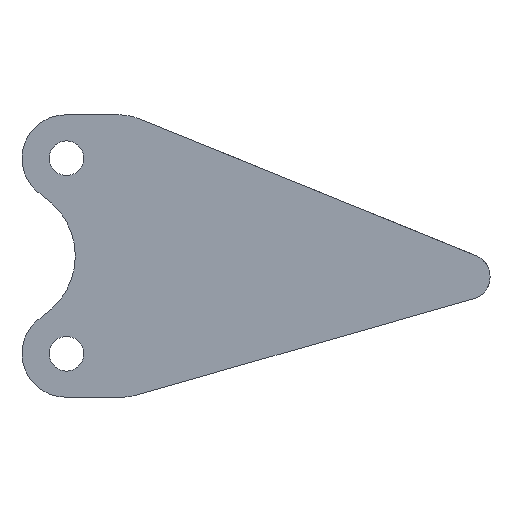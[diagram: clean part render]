
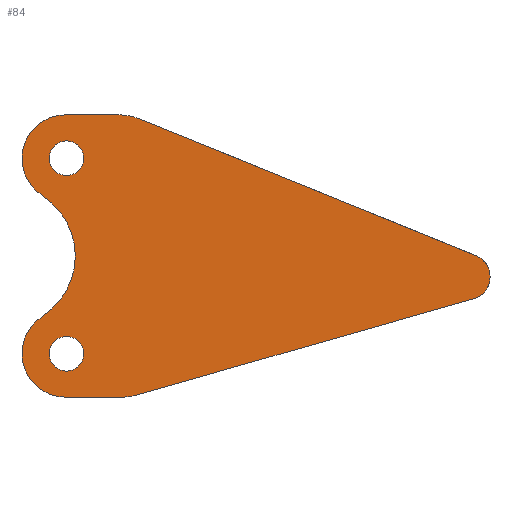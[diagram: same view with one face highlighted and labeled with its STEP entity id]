
A CAD part, front view. The second image highlights one B-rep face of the part: STEP entity #84.
In plain terms, the highlighted planar face has unit normal (0, -1, 0).
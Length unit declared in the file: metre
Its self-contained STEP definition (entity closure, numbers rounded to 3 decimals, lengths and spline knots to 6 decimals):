
#84 = ADVANCED_FACE( '', ( #190, #191, #192 ), #193, .T. );
#190 = FACE_BOUND( '', #323, .T. );
#191 = FACE_BOUND( '', #324, .T. );
#192 = FACE_OUTER_BOUND( '', #325, .T. );
#193 = PLANE( '', #326 );
#323 = EDGE_LOOP( '', ( #509 ) );
#324 = EDGE_LOOP( '', ( #510 ) );
#325 = EDGE_LOOP( '', ( #511, #512, #513, #514, #515, #516, #517, #518, #519, #520, #521, #522, #523, #524 ) );
#326 = AXIS2_PLACEMENT_3D( '', #525, #526, #527 );
#509 = ORIENTED_EDGE( '', *, *, #815, .F. );
#510 = ORIENTED_EDGE( '', *, *, #832, .F. );
#511 = ORIENTED_EDGE( '', *, *, #833, .T. );
#512 = ORIENTED_EDGE( '', *, *, #834, .T. );
#513 = ORIENTED_EDGE( '', *, *, #800, .T. );
#514 = ORIENTED_EDGE( '', *, *, #835, .F. );
#515 = ORIENTED_EDGE( '', *, *, #836, .T. );
#516 = ORIENTED_EDGE( '', *, *, #837, .T. );
#517 = ORIENTED_EDGE( '', *, *, #809, .F. );
#518 = ORIENTED_EDGE( '', *, *, #824, .T. );
#519 = ORIENTED_EDGE( '', *, *, #838, .T. );
#520 = ORIENTED_EDGE( '', *, *, #781, .T. );
#521 = ORIENTED_EDGE( '', *, *, #839, .F. );
#522 = ORIENTED_EDGE( '', *, *, #840, .T. );
#523 = ORIENTED_EDGE( '', *, *, #841, .T. );
#524 = ORIENTED_EDGE( '', *, *, #819, .T. );
#525 = CARTESIAN_POINT( '', ( 0.0104, -0.0073, 0.003 ) );
#526 = DIRECTION( '', ( 0., -1., 0. ) );
#527 = DIRECTION( '', ( 1., 0., 0. ) );
#781 = EDGE_CURVE( '', #928, #929, #930, .T. );
#800 = EDGE_CURVE( '', #962, #963, #964, .T. );
#809 = EDGE_CURVE( '', #977, #978, #979, .T. );
#815 = EDGE_CURVE( '', #988, #988, #989, .T. );
#819 = EDGE_CURVE( '', #996, #994, #997, .T. );
#824 = EDGE_CURVE( '', #977, #1002, #1004, .T. );
#832 = EDGE_CURVE( '', #1016, #1016, #1017, .T. );
#833 = EDGE_CURVE( '', #994, #1018, #1019, .T. );
#834 = EDGE_CURVE( '', #1018, #962, #1020, .T. );
#835 = EDGE_CURVE( '', #1021, #963, #1022, .T. );
#836 = EDGE_CURVE( '', #1021, #1023, #1024, .T. );
#837 = EDGE_CURVE( '', #1023, #978, #1025, .T. );
#838 = EDGE_CURVE( '', #1002, #928, #1026, .T. );
#839 = EDGE_CURVE( '', #1027, #929, #1028, .T. );
#840 = EDGE_CURVE( '', #1027, #1029, #1030, .T. );
#841 = EDGE_CURVE( '', #1029, #996, #1031, .T. );
#928 = VERTEX_POINT( '', #1148 );
#929 = VERTEX_POINT( '', #1149 );
#930 = CIRCLE( '', #1150, 0.002 );
#962 = VERTEX_POINT( '', #1189 );
#963 = VERTEX_POINT( '', #1190 );
#964 = CIRCLE( '', #1191, 0.0041 );
#977 = VERTEX_POINT( '', #1208 );
#978 = VERTEX_POINT( '', #1209 );
#979 = LINE( '', #1210, #1211 );
#988 = VERTEX_POINT( '', #1223 );
#989 = CIRCLE( '', #1224, 0.0016 );
#994 = VERTEX_POINT( '', #1229 );
#996 = VERTEX_POINT( '', #1232 );
#997 = CIRCLE( '', #1233, 0.005 );
#1002 = VERTEX_POINT( '', #1239 );
#1004 = CIRCLE( '', #1242, 0.005 );
#1016 = VERTEX_POINT( '', #1284 );
#1017 = CIRCLE( '', #1285, 0.0016 );
#1018 = VERTEX_POINT( '', #1286 );
#1019 = LINE( '', #1287, #1288 );
#1020 = CIRCLE( '', #1289, 0.004 );
#1021 = VERTEX_POINT( '', #1290 );
#1022 = CIRCLE( '', #1291, 0.006607 );
#1023 = VERTEX_POINT( '', #1292 );
#1024 = CIRCLE( '', #1293, 0.0041 );
#1025 = CIRCLE( '', #1294, 0.004 );
#1026 = LINE( '', #1295, #1296 );
#1027 = VERTEX_POINT( '', #1297 );
#1028 = LINE( '', #1298, #1299 );
#1029 = VERTEX_POINT( '', #1300 );
#1030 = CIRCLE( '', #1301, 0.002 );
#1031 = LINE( '', #1302, #1303 );
#1148 = CARTESIAN_POINT( '', ( 0.02555, -0.0073, -0.000415 ) );
#1149 = CARTESIAN_POINT( '', ( 0.027, -0.0073, 0.001508 ) );
#1150 = AXIS2_PLACEMENT_3D( '', #1449, #1450, #1451 );
#1189 = CARTESIAN_POINT( '', ( -0.0161, -0.0073, 0.0125 ) );
#1190 = CARTESIAN_POINT( '', ( -0.014221, -0.0073, 0.009054 ) );
#1191 = AXIS2_PLACEMENT_3D( '', #1483, #1484, #1485 );
#1208 = CARTESIAN_POINT( '', ( -0.006901, -0.0073, -0.0095 ) );
#1209 = CARTESIAN_POINT( '', ( -0.0121, -0.0073, -0.0095 ) );
#1210 = CARTESIAN_POINT( '', ( -0.012, -0.0073, -0.0095 ) );
#1211 = VECTOR( '', #1496, 1. );
#1223 = CARTESIAN_POINT( '', ( -0.0104, -0.0073, -0.0055 ) );
#1224 = AXIS2_PLACEMENT_3D( '', #1503, #1504, #1505 );
#1229 = CARTESIAN_POINT( '', ( -0.007178, -0.0073, 0.0165 ) );
#1232 = CARTESIAN_POINT( '', ( -0.005294, -0.0073, 0.016132 ) );
#1233 = AXIS2_PLACEMENT_3D( '', #1510, #1511, #1512 );
#1239 = CARTESIAN_POINT( '', ( -0.005526, -0.0073, -0.009307 ) );
#1242 = AXIS2_PLACEMENT_3D( '', #1518, #1519, #1520 );
#1284 = CARTESIAN_POINT( '', ( -0.0104, -0.0073, 0.0125 ) );
#1285 = AXIS2_PLACEMENT_3D( '', #1526, #1527, #1528 );
#1286 = CARTESIAN_POINT( '', ( -0.0121, -0.0073, 0.0165 ) );
#1287 = CARTESIAN_POINT( '', ( -0.012, -0.0073, 0.0165 ) );
#1288 = VECTOR( '', #1529, 1. );
#1289 = AXIS2_PLACEMENT_3D( '', #1530, #1531, #1532 );
#1290 = CARTESIAN_POINT( '', ( -0.014221, -0.0073, -0.002054 ) );
#1291 = AXIS2_PLACEMENT_3D( '', #1533, #1534, #1535 );
#1292 = CARTESIAN_POINT( '', ( -0.0161, -0.0073, -0.0055 ) );
#1293 = AXIS2_PLACEMENT_3D( '', #1536, #1537, #1538 );
#1294 = AXIS2_PLACEMENT_3D( '', #1539, #1540, #1541 );
#1295 = CARTESIAN_POINT( '', ( 0.0104, -0.0073, -0.00475 ) );
#1296 = VECTOR( '', #1542, 1. );
#1297 = CARTESIAN_POINT( '', ( 0.027, -0.0073, 0.001654 ) );
#1298 = CARTESIAN_POINT( '', ( 0.027, -0.0073, 0.003 ) );
#1299 = VECTOR( '', #1543, 1. );
#1300 = CARTESIAN_POINT( '', ( 0.025753, -0.0073, 0.003507 ) );
#1301 = AXIS2_PLACEMENT_3D( '', #1544, #1545, #1546 );
#1302 = CARTESIAN_POINT( '', ( 0.0104, -0.0073, 0.00975 ) );
#1303 = VECTOR( '', #1547, 1. );
#1449 = CARTESIAN_POINT( '', ( 0.025, -0.0073, 0.001508 ) );
#1450 = DIRECTION( '', ( 0., -1., 0. ) );
#1451 = DIRECTION( '', ( 1., 0., 0. ) );
#1483 = CARTESIAN_POINT( '', ( -0.012, -0.0073, 0.0125 ) );
#1484 = DIRECTION( '', ( 0., -1., 0. ) );
#1485 = DIRECTION( '', ( 1., 0., 0. ) );
#1496 = DIRECTION( '', ( -1., 0., 0. ) );
#1503 = CARTESIAN_POINT( '', ( -0.012, -0.0073, -0.0055 ) );
#1504 = DIRECTION( '', ( 0., -1., 0. ) );
#1505 = DIRECTION( '', ( 1., 0., 0. ) );
#1510 = CARTESIAN_POINT( '', ( -0.007178, -0.0073, 0.0115 ) );
#1511 = DIRECTION( '', ( 0., -1., 0. ) );
#1512 = DIRECTION( '', ( 1., 0., 0. ) );
#1518 = CARTESIAN_POINT( '', ( -0.006901, -0.0073, -0.0045 ) );
#1519 = DIRECTION( '', ( 0., -1., 0. ) );
#1520 = DIRECTION( '', ( 1., 0., 0. ) );
#1526 = CARTESIAN_POINT( '', ( -0.012, -0.0073, 0.0125 ) );
#1527 = DIRECTION( '', ( 0., -1., 0. ) );
#1528 = DIRECTION( '', ( 1., 0., 0. ) );
#1529 = DIRECTION( '', ( -1., 0., 0. ) );
#1530 = CARTESIAN_POINT( '', ( -0.0121, -0.0073, 0.0125 ) );
#1531 = DIRECTION( '', ( 0., -1., 0. ) );
#1532 = DIRECTION( '', ( 1., 0., 0. ) );
#1533 = CARTESIAN_POINT( '', ( -0.0178, -0.0073, 0.0035 ) );
#1534 = DIRECTION( '', ( 0., -1., 0. ) );
#1535 = DIRECTION( '', ( 1., 0., 0. ) );
#1536 = CARTESIAN_POINT( '', ( -0.012, -0.0073, -0.0055 ) );
#1537 = DIRECTION( '', ( 0., -1., 0. ) );
#1538 = DIRECTION( '', ( 1., 0., 0. ) );
#1539 = CARTESIAN_POINT( '', ( -0.0121, -0.0073, -0.0055 ) );
#1540 = DIRECTION( '', ( 0., -1., 0. ) );
#1541 = DIRECTION( '', ( 1., 0., 0. ) );
#1542 = DIRECTION( '', ( 0.961, 0., 0.275 ) );
#1543 = DIRECTION( '', ( 0., 0., -1. ) );
#1544 = CARTESIAN_POINT( '', ( 0.025, -0.0073, 0.001654 ) );
#1545 = DIRECTION( '', ( 0., -1., 0. ) );
#1546 = DIRECTION( '', ( 1., 0., 0. ) );
#1547 = DIRECTION( '', ( -0.926, 0., 0.377 ) );
